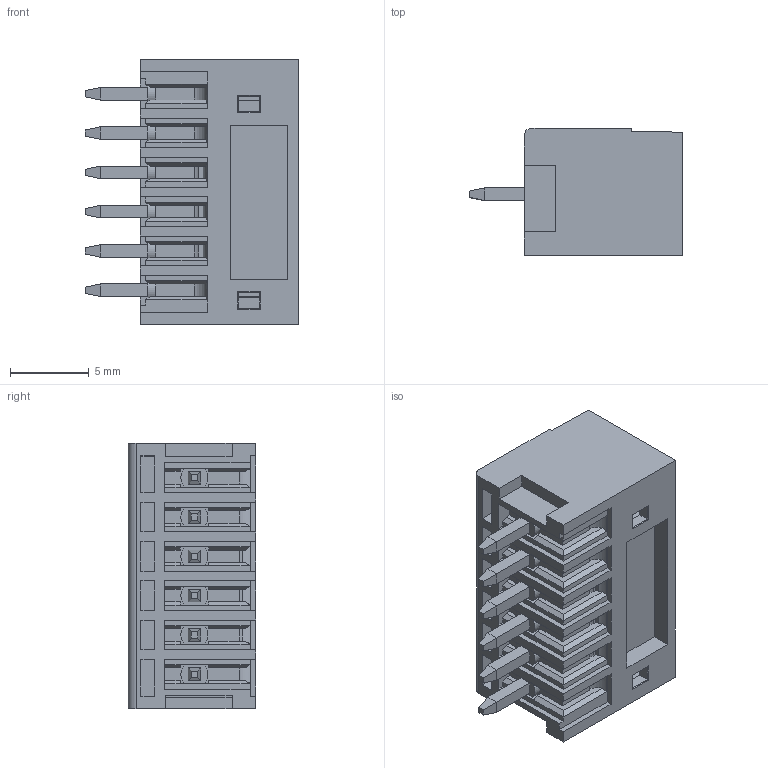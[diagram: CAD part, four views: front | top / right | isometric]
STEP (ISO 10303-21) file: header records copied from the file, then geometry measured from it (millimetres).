
FILE_DESCRIPTION((''),'2;1');
FILE_NAME('PRT0002','2024-09-18T',('sheji'),(''),'PRO/ENGINEER BY PARAMETRIC TECHNOLOGY CORPORATION, 2015240','PRO/ENGINEER BY PARAMETRIC TECHNOLOGY CORPORATION, 2015240','');
FILE_SCHEMA(('CONFIG_CONTROL_DESIGN'));
Length unit declared in the file: millimetre
Products named in the file (1): PRT0002
Bounding box: 13.6 x 8.1 x 16.9 mm (x, y, z)
Volume: 768.1 mm3; surface area: 1588.1 mm2
Topology: 1 solids, 1 shells, 599 faces, 1587 edges, 1016 vertices
Faces by surface type: plane 523, cylinder 52, cone 24
Entity records: 18206 total; most frequent: CARTESIAN_POINT 3253, ORIENTED_EDGE 3174, DIRECTION 2919, EDGE_CURVE 1587, VECTOR 1417, LINE 1417, VERTEX_POINT 1016, AXIS2_PLACEMENT_3D 751
